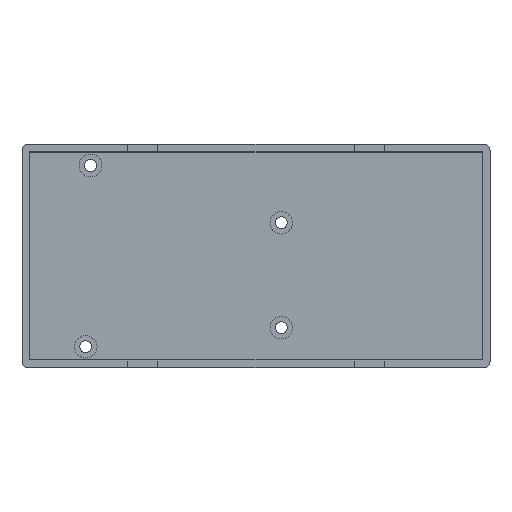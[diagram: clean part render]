
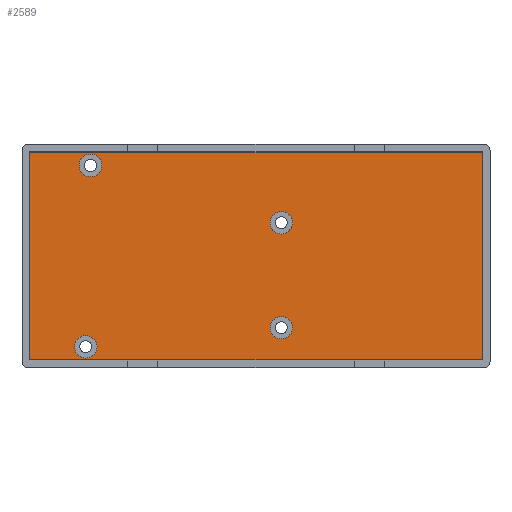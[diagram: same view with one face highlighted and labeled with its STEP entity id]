
A CAD part, top view. The second image highlights one B-rep face of the part: STEP entity #2589.
In plain terms, the highlighted planar face has unit normal (0, 0, 1).
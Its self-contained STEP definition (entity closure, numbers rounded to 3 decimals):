
#238 = PLANE('',#239);
#239 = AXIS2_PLACEMENT_3D('',#240,#241,#242);
#240 = CARTESIAN_POINT('',(-60.3,-27.7,1.6));
#241 = DIRECTION('',(0.,1.,0.));
#242 = DIRECTION('',(0.,0.,1.));
#266 = PLANE('',#267);
#267 = AXIS2_PLACEMENT_3D('',#268,#269,#270);
#268 = CARTESIAN_POINT('',(-60.3,-27.7,1.6));
#269 = DIRECTION('',(1.,0.,0.));
#270 = DIRECTION('',(0.,0.,1.));
#294 = PLANE('',#295);
#295 = AXIS2_PLACEMENT_3D('',#296,#297,#298);
#296 = CARTESIAN_POINT('',(-60.3,27.7,1.6));
#297 = DIRECTION('',(0.,1.,0.));
#298 = DIRECTION('',(0.,0.,1.));
#1066 = VERTEX_POINT('',#1067);
#1067 = CARTESIAN_POINT('',(60.3,27.7,1.6));
#1081 = PLANE('',#1082);
#1082 = AXIS2_PLACEMENT_3D('',#1083,#1084,#1085);
#1083 = CARTESIAN_POINT('',(60.3,-27.7,1.6));
#1084 = DIRECTION('',(1.,0.,0.));
#1085 = DIRECTION('',(0.,0.,1.));
#1093 = EDGE_CURVE('',#1094,#1066,#1096,.T.);
#1094 = VERTEX_POINT('',#1095);
#1095 = CARTESIAN_POINT('',(-60.3,27.7,1.6));
#1096 = SURFACE_CURVE('',#1097,(#1101,#1108),.PCURVE_S1.);
#1097 = LINE('',#1098,#1099);
#1098 = CARTESIAN_POINT('',(-60.3,27.7,1.6));
#1099 = VECTOR('',#1100,1.);
#1100 = DIRECTION('',(1.,0.,0.));
#1101 = PCURVE('',#294,#1102);
#1102 = DEFINITIONAL_REPRESENTATION('',(#1103),#1107);
#1103 = LINE('',#1104,#1105);
#1104 = CARTESIAN_POINT('',(0.,0.));
#1105 = VECTOR('',#1106,1.);
#1106 = DIRECTION('',(0.,1.));
#1107 = ( GEOMETRIC_REPRESENTATION_CONTEXT(2) 
PARAMETRIC_REPRESENTATION_CONTEXT() REPRESENTATION_CONTEXT('2D SPACE',''
  ) );
#1108 = PCURVE('',#1109,#1114);
#1109 = PLANE('',#1110);
#1110 = AXIS2_PLACEMENT_3D('',#1111,#1112,#1113);
#1111 = CARTESIAN_POINT('',(-60.3,-27.7,1.6));
#1112 = DIRECTION('',(0.,0.,1.));
#1113 = DIRECTION('',(1.,0.,0.));
#1114 = DEFINITIONAL_REPRESENTATION('',(#1115),#1119);
#1115 = LINE('',#1116,#1117);
#1116 = CARTESIAN_POINT('',(0.,55.4));
#1117 = VECTOR('',#1118,1.);
#1118 = DIRECTION('',(1.,0.));
#1119 = ( GEOMETRIC_REPRESENTATION_CONTEXT(2) 
PARAMETRIC_REPRESENTATION_CONTEXT() REPRESENTATION_CONTEXT('2D SPACE',''
  ) );
#1274 = VERTEX_POINT('',#1275);
#1275 = CARTESIAN_POINT('',(-60.3,-27.7,1.6));
#1296 = EDGE_CURVE('',#1274,#1094,#1297,.T.);
#1297 = SURFACE_CURVE('',#1298,(#1302,#1309),.PCURVE_S1.);
#1298 = LINE('',#1299,#1300);
#1299 = CARTESIAN_POINT('',(-60.3,-27.7,1.6));
#1300 = VECTOR('',#1301,1.);
#1301 = DIRECTION('',(0.,1.,0.));
#1302 = PCURVE('',#266,#1303);
#1303 = DEFINITIONAL_REPRESENTATION('',(#1304),#1308);
#1304 = LINE('',#1305,#1306);
#1305 = CARTESIAN_POINT('',(0.,0.));
#1306 = VECTOR('',#1307,1.);
#1307 = DIRECTION('',(0.,-1.));
#1308 = ( GEOMETRIC_REPRESENTATION_CONTEXT(2) 
PARAMETRIC_REPRESENTATION_CONTEXT() REPRESENTATION_CONTEXT('2D SPACE',''
  ) );
#1309 = PCURVE('',#1109,#1310);
#1310 = DEFINITIONAL_REPRESENTATION('',(#1311),#1315);
#1311 = LINE('',#1312,#1313);
#1312 = CARTESIAN_POINT('',(0.,0.));
#1313 = VECTOR('',#1314,1.);
#1314 = DIRECTION('',(0.,1.));
#1315 = ( GEOMETRIC_REPRESENTATION_CONTEXT(2) 
PARAMETRIC_REPRESENTATION_CONTEXT() REPRESENTATION_CONTEXT('2D SPACE',''
  ) );
#1348 = VERTEX_POINT('',#1349);
#1349 = CARTESIAN_POINT('',(60.3,-27.7,1.6));
#1370 = EDGE_CURVE('',#1274,#1348,#1371,.T.);
#1371 = SURFACE_CURVE('',#1372,(#1376,#1383),.PCURVE_S1.);
#1372 = LINE('',#1373,#1374);
#1373 = CARTESIAN_POINT('',(-60.3,-27.7,1.6));
#1374 = VECTOR('',#1375,1.);
#1375 = DIRECTION('',(1.,0.,0.));
#1376 = PCURVE('',#238,#1377);
#1377 = DEFINITIONAL_REPRESENTATION('',(#1378),#1382);
#1378 = LINE('',#1379,#1380);
#1379 = CARTESIAN_POINT('',(0.,0.));
#1380 = VECTOR('',#1381,1.);
#1381 = DIRECTION('',(0.,1.));
#1382 = ( GEOMETRIC_REPRESENTATION_CONTEXT(2) 
PARAMETRIC_REPRESENTATION_CONTEXT() REPRESENTATION_CONTEXT('2D SPACE',''
  ) );
#1383 = PCURVE('',#1109,#1384);
#1384 = DEFINITIONAL_REPRESENTATION('',(#1385),#1389);
#1385 = LINE('',#1386,#1387);
#1386 = CARTESIAN_POINT('',(0.,0.));
#1387 = VECTOR('',#1388,1.);
#1388 = DIRECTION('',(1.,0.));
#1389 = ( GEOMETRIC_REPRESENTATION_CONTEXT(2) 
PARAMETRIC_REPRESENTATION_CONTEXT() REPRESENTATION_CONTEXT('2D SPACE',''
  ) );
#2589 = ADVANCED_FACE('',(#2590,#2616,#2647,#2678,#2709),#1109,.T.);
#2590 = FACE_BOUND('',#2591,.T.);
#2591 = EDGE_LOOP('',(#2592,#2593,#2594,#2615));
#2592 = ORIENTED_EDGE('',*,*,#1296,.F.);
#2593 = ORIENTED_EDGE('',*,*,#1370,.T.);
#2594 = ORIENTED_EDGE('',*,*,#2595,.T.);
#2595 = EDGE_CURVE('',#1348,#1066,#2596,.T.);
#2596 = SURFACE_CURVE('',#2597,(#2601,#2608),.PCURVE_S1.);
#2597 = LINE('',#2598,#2599);
#2598 = CARTESIAN_POINT('',(60.3,-27.7,1.6));
#2599 = VECTOR('',#2600,1.);
#2600 = DIRECTION('',(0.,1.,0.));
#2601 = PCURVE('',#1109,#2602);
#2602 = DEFINITIONAL_REPRESENTATION('',(#2603),#2607);
#2603 = LINE('',#2604,#2605);
#2604 = CARTESIAN_POINT('',(120.6,0.));
#2605 = VECTOR('',#2606,1.);
#2606 = DIRECTION('',(0.,1.));
#2607 = ( GEOMETRIC_REPRESENTATION_CONTEXT(2) 
PARAMETRIC_REPRESENTATION_CONTEXT() REPRESENTATION_CONTEXT('2D SPACE',''
  ) );
#2608 = PCURVE('',#1081,#2609);
#2609 = DEFINITIONAL_REPRESENTATION('',(#2610),#2614);
#2610 = LINE('',#2611,#2612);
#2611 = CARTESIAN_POINT('',(0.,0.));
#2612 = VECTOR('',#2613,1.);
#2613 = DIRECTION('',(0.,-1.));
#2614 = ( GEOMETRIC_REPRESENTATION_CONTEXT(2) 
PARAMETRIC_REPRESENTATION_CONTEXT() REPRESENTATION_CONTEXT('2D SPACE',''
  ) );
#2615 = ORIENTED_EDGE('',*,*,#1093,.F.);
#2616 = FACE_BOUND('',#2617,.T.);
#2617 = EDGE_LOOP('',(#2618));
#2618 = ORIENTED_EDGE('',*,*,#2619,.F.);
#2619 = EDGE_CURVE('',#2620,#2620,#2622,.T.);
#2620 = VERTEX_POINT('',#2621);
#2621 = CARTESIAN_POINT('',(-42.33,-24.16,1.6));
#2622 = SURFACE_CURVE('',#2623,(#2628,#2635),.PCURVE_S1.);
#2623 = CIRCLE('',#2624,3.);
#2624 = AXIS2_PLACEMENT_3D('',#2625,#2626,#2627);
#2625 = CARTESIAN_POINT('',(-45.33,-24.16,1.6));
#2626 = DIRECTION('',(0.,0.,1.));
#2627 = DIRECTION('',(1.,0.,0.));
#2628 = PCURVE('',#1109,#2629);
#2629 = DEFINITIONAL_REPRESENTATION('',(#2630),#2634);
#2630 = CIRCLE('',#2631,3.);
#2631 = AXIS2_PLACEMENT_2D('',#2632,#2633);
#2632 = CARTESIAN_POINT('',(14.97,3.54));
#2633 = DIRECTION('',(1.,0.));
#2634 = ( GEOMETRIC_REPRESENTATION_CONTEXT(2) 
PARAMETRIC_REPRESENTATION_CONTEXT() REPRESENTATION_CONTEXT('2D SPACE',''
  ) );
#2635 = PCURVE('',#2636,#2641);
#2636 = CYLINDRICAL_SURFACE('',#2637,3.);
#2637 = AXIS2_PLACEMENT_3D('',#2638,#2639,#2640);
#2638 = CARTESIAN_POINT('',(-45.33,-24.16,1.6));
#2639 = DIRECTION('',(-0.,-0.,-1.));
#2640 = DIRECTION('',(1.,0.,0.));
#2641 = DEFINITIONAL_REPRESENTATION('',(#2642),#2646);
#2642 = LINE('',#2643,#2644);
#2643 = CARTESIAN_POINT('',(-0.,0.));
#2644 = VECTOR('',#2645,1.);
#2645 = DIRECTION('',(-1.,0.));
#2646 = ( GEOMETRIC_REPRESENTATION_CONTEXT(2) 
PARAMETRIC_REPRESENTATION_CONTEXT() REPRESENTATION_CONTEXT('2D SPACE',''
  ) );
#2647 = FACE_BOUND('',#2648,.T.);
#2648 = EDGE_LOOP('',(#2649));
#2649 = ORIENTED_EDGE('',*,*,#2650,.F.);
#2650 = EDGE_CURVE('',#2651,#2651,#2653,.T.);
#2651 = VERTEX_POINT('',#2652);
#2652 = CARTESIAN_POINT('',(9.74,-19.08,1.6));
#2653 = SURFACE_CURVE('',#2654,(#2659,#2666),.PCURVE_S1.);
#2654 = CIRCLE('',#2655,3.);
#2655 = AXIS2_PLACEMENT_3D('',#2656,#2657,#2658);
#2656 = CARTESIAN_POINT('',(6.74,-19.08,1.6));
#2657 = DIRECTION('',(0.,0.,1.));
#2658 = DIRECTION('',(1.,0.,0.));
#2659 = PCURVE('',#1109,#2660);
#2660 = DEFINITIONAL_REPRESENTATION('',(#2661),#2665);
#2661 = CIRCLE('',#2662,3.);
#2662 = AXIS2_PLACEMENT_2D('',#2663,#2664);
#2663 = CARTESIAN_POINT('',(67.04,8.62));
#2664 = DIRECTION('',(1.,0.));
#2665 = ( GEOMETRIC_REPRESENTATION_CONTEXT(2) 
PARAMETRIC_REPRESENTATION_CONTEXT() REPRESENTATION_CONTEXT('2D SPACE',''
  ) );
#2666 = PCURVE('',#2667,#2672);
#2667 = CYLINDRICAL_SURFACE('',#2668,3.);
#2668 = AXIS2_PLACEMENT_3D('',#2669,#2670,#2671);
#2669 = CARTESIAN_POINT('',(6.74,-19.08,1.6));
#2670 = DIRECTION('',(-0.,-0.,-1.));
#2671 = DIRECTION('',(1.,0.,0.));
#2672 = DEFINITIONAL_REPRESENTATION('',(#2673),#2677);
#2673 = LINE('',#2674,#2675);
#2674 = CARTESIAN_POINT('',(-0.,0.));
#2675 = VECTOR('',#2676,1.);
#2676 = DIRECTION('',(-1.,0.));
#2677 = ( GEOMETRIC_REPRESENTATION_CONTEXT(2) 
PARAMETRIC_REPRESENTATION_CONTEXT() REPRESENTATION_CONTEXT('2D SPACE',''
  ) );
#2678 = FACE_BOUND('',#2679,.T.);
#2679 = EDGE_LOOP('',(#2680));
#2680 = ORIENTED_EDGE('',*,*,#2681,.F.);
#2681 = EDGE_CURVE('',#2682,#2682,#2684,.T.);
#2682 = VERTEX_POINT('',#2683);
#2683 = CARTESIAN_POINT('',(-41.06,24.1,1.6));
#2684 = SURFACE_CURVE('',#2685,(#2690,#2697),.PCURVE_S1.);
#2685 = CIRCLE('',#2686,3.);
#2686 = AXIS2_PLACEMENT_3D('',#2687,#2688,#2689);
#2687 = CARTESIAN_POINT('',(-44.06,24.1,1.6));
#2688 = DIRECTION('',(0.,0.,1.));
#2689 = DIRECTION('',(1.,0.,0.));
#2690 = PCURVE('',#1109,#2691);
#2691 = DEFINITIONAL_REPRESENTATION('',(#2692),#2696);
#2692 = CIRCLE('',#2693,3.);
#2693 = AXIS2_PLACEMENT_2D('',#2694,#2695);
#2694 = CARTESIAN_POINT('',(16.24,51.8));
#2695 = DIRECTION('',(1.,0.));
#2696 = ( GEOMETRIC_REPRESENTATION_CONTEXT(2) 
PARAMETRIC_REPRESENTATION_CONTEXT() REPRESENTATION_CONTEXT('2D SPACE',''
  ) );
#2697 = PCURVE('',#2698,#2703);
#2698 = CYLINDRICAL_SURFACE('',#2699,3.);
#2699 = AXIS2_PLACEMENT_3D('',#2700,#2701,#2702);
#2700 = CARTESIAN_POINT('',(-44.06,24.1,1.6));
#2701 = DIRECTION('',(-0.,-0.,-1.));
#2702 = DIRECTION('',(1.,0.,0.));
#2703 = DEFINITIONAL_REPRESENTATION('',(#2704),#2708);
#2704 = LINE('',#2705,#2706);
#2705 = CARTESIAN_POINT('',(-0.,0.));
#2706 = VECTOR('',#2707,1.);
#2707 = DIRECTION('',(-1.,0.));
#2708 = ( GEOMETRIC_REPRESENTATION_CONTEXT(2) 
PARAMETRIC_REPRESENTATION_CONTEXT() REPRESENTATION_CONTEXT('2D SPACE',''
  ) );
#2709 = FACE_BOUND('',#2710,.T.);
#2710 = EDGE_LOOP('',(#2711));
#2711 = ORIENTED_EDGE('',*,*,#2712,.F.);
#2712 = EDGE_CURVE('',#2713,#2713,#2715,.T.);
#2713 = VERTEX_POINT('',#2714);
#2714 = CARTESIAN_POINT('',(9.74,8.86,1.6));
#2715 = SURFACE_CURVE('',#2716,(#2721,#2728),.PCURVE_S1.);
#2716 = CIRCLE('',#2717,3.);
#2717 = AXIS2_PLACEMENT_3D('',#2718,#2719,#2720);
#2718 = CARTESIAN_POINT('',(6.74,8.86,1.6));
#2719 = DIRECTION('',(0.,0.,1.));
#2720 = DIRECTION('',(1.,0.,0.));
#2721 = PCURVE('',#1109,#2722);
#2722 = DEFINITIONAL_REPRESENTATION('',(#2723),#2727);
#2723 = CIRCLE('',#2724,3.);
#2724 = AXIS2_PLACEMENT_2D('',#2725,#2726);
#2725 = CARTESIAN_POINT('',(67.04,36.56));
#2726 = DIRECTION('',(1.,0.));
#2727 = ( GEOMETRIC_REPRESENTATION_CONTEXT(2) 
PARAMETRIC_REPRESENTATION_CONTEXT() REPRESENTATION_CONTEXT('2D SPACE',''
  ) );
#2728 = PCURVE('',#2729,#2734);
#2729 = CYLINDRICAL_SURFACE('',#2730,3.);
#2730 = AXIS2_PLACEMENT_3D('',#2731,#2732,#2733);
#2731 = CARTESIAN_POINT('',(6.74,8.86,1.6));
#2732 = DIRECTION('',(-0.,-0.,-1.));
#2733 = DIRECTION('',(1.,0.,0.));
#2734 = DEFINITIONAL_REPRESENTATION('',(#2735),#2739);
#2735 = LINE('',#2736,#2737);
#2736 = CARTESIAN_POINT('',(-0.,0.));
#2737 = VECTOR('',#2738,1.);
#2738 = DIRECTION('',(-1.,0.));
#2739 = ( GEOMETRIC_REPRESENTATION_CONTEXT(2) 
PARAMETRIC_REPRESENTATION_CONTEXT() REPRESENTATION_CONTEXT('2D SPACE',''
  ) );
